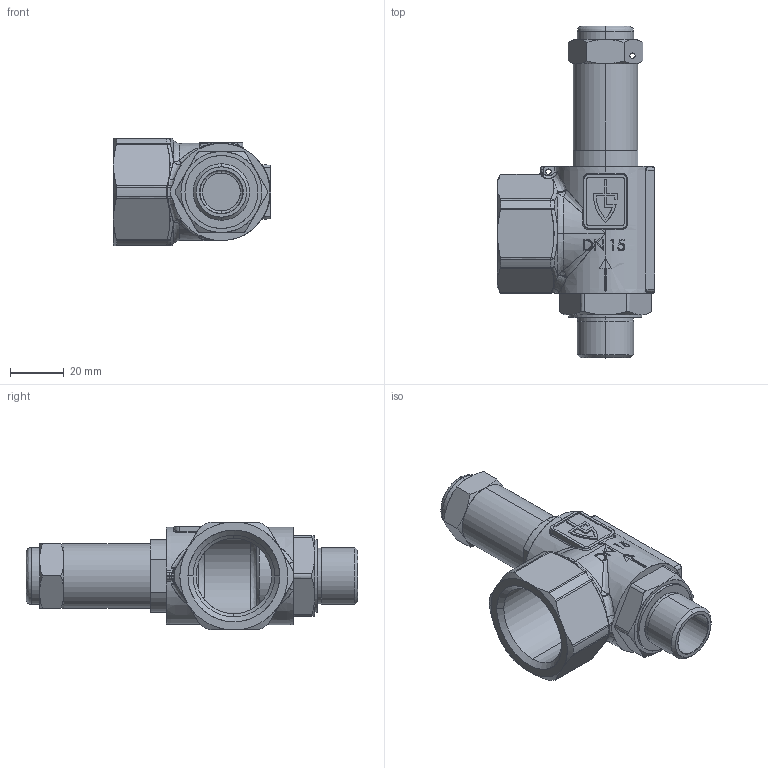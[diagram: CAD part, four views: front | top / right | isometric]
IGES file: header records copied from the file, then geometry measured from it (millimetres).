
Start section: SolidWorks IGES file using analytic representation for surfaces
Global section: file name: 851tGO-15-m+f-15+25.IGS; native system: SolidWorks 2016; preprocessor: SolidWorks 2016; author: Blankenhorn; date: 160601.150413; units: millimetre
Bounding box: 58.2 x 123 x 40 mm (x, y, z)
Surface area: 32596.1 mm2 (no closed solid volume)
Topology: 0 solids, 0 shells, 533 faces, 7014 edges, 7000 vertices
Faces by surface type: bspline 312, revolution 221
